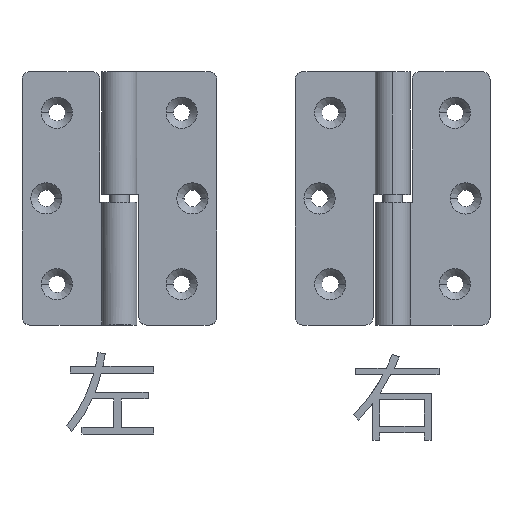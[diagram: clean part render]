
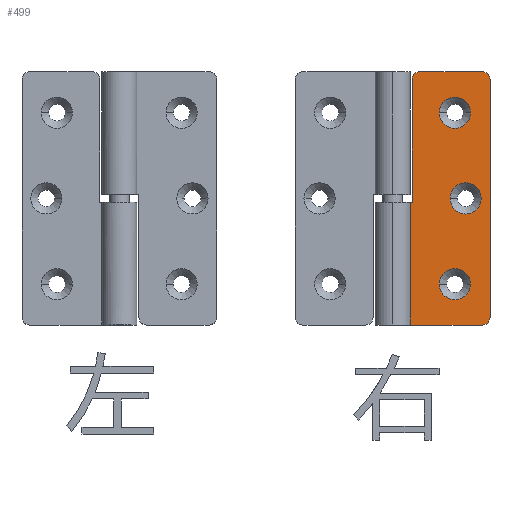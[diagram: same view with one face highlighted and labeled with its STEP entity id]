
A CAD part, top view. The second image highlights one B-rep face of the part: STEP entity #499.
In plain terms, the highlighted planar face has unit normal (0, 0, 1).
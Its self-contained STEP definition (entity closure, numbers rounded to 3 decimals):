
#96=TRIMMED_CURVE($,#240,(#4797),(#4798),.T.,.CARTESIAN.);
#98=TRIMMED_CURVE($,#242,(#4811),(#4812),.T.,.CARTESIAN.);
#100=TRIMMED_CURVE($,#244,(#4825),(#4826),.T.,.CARTESIAN.);
#102=TRIMMED_CURVE($,#246,(#4835),(#4836),.T.,.CARTESIAN.);
#105=TRIMMED_CURVE($,#249,(#4848),(#4849),.T.,.CARTESIAN.);
#106=TRIMMED_CURVE($,#250,(#4851),(#4852),.T.,.CARTESIAN.);
#108=TRIMMED_CURVE($,#252,(#4859),(#4860),.T.,.CARTESIAN.);
#110=TRIMMED_CURVE($,#254,(#4865),(#4866),.T.,.CARTESIAN.);
#112=TRIMMED_CURVE($,#256,(#4871),(#4872),.T.,.CARTESIAN.);
#240=CIRCLE('',#3126,4.);
#242=CIRCLE('',#3128,4.);
#244=CIRCLE('',#3130,4.);
#246=CIRCLE('',#3132,2.);
#249=CIRCLE('',#3135,2.);
#250=CIRCLE('',#3136,2.);
#252=CIRCLE('',#3138,4.);
#254=CIRCLE('',#3140,4.);
#256=CIRCLE('',#3142,4.);
#389=FACE_BOUND('',#841,.T.);
#390=FACE_BOUND('',#842,.T.);
#391=FACE_BOUND('',#843,.T.);
#499=ADVANCED_FACE('',(#664,#389,#390,#391),#2881,.T.);
#664=FACE_OUTER_BOUND('',#840,.T.);
#840=EDGE_LOOP('',(#1381,#1382,#1383,#1384,#1385,#1386,#1387,#1388,#1389));
#841=EDGE_LOOP('',(#1390,#1391));
#842=EDGE_LOOP('',(#1392,#1393));
#843=EDGE_LOOP('',(#1394,#1395));
#1381=ORIENTED_EDGE('',*,*,#2026,.F.);
#1382=ORIENTED_EDGE('',*,*,#2029,.F.);
#1383=ORIENTED_EDGE('',*,*,#2037,.T.);
#1384=ORIENTED_EDGE('',*,*,#2038,.T.);
#1385=ORIENTED_EDGE('',*,*,#2066,.T.);
#1386=ORIENTED_EDGE('',*,*,#2035,.F.);
#1387=ORIENTED_EDGE('',*,*,#2071,.T.);
#1388=ORIENTED_EDGE('',*,*,#2039,.T.);
#1389=ORIENTED_EDGE('',*,*,#2072,.T.);
#1390=ORIENTED_EDGE('',*,*,#2075,.T.);
#1391=ORIENTED_EDGE('',*,*,#2055,.T.);
#1392=ORIENTED_EDGE('',*,*,#2077,.T.);
#1393=ORIENTED_EDGE('',*,*,#2059,.T.);
#1394=ORIENTED_EDGE('',*,*,#2079,.T.);
#1395=ORIENTED_EDGE('',*,*,#2063,.T.);
#2026=EDGE_CURVE('',#2641,#2642,#2432,.T.);
#2029=EDGE_CURVE('',#2646,#2641,#2435,.T.);
#2035=EDGE_CURVE('',#2659,#2660,#2441,.T.);
#2037=EDGE_CURVE('',#2646,#2661,#2443,.T.);
#2038=EDGE_CURVE('',#2661,#2662,#2444,.T.);
#2039=EDGE_CURVE('',#2663,#2664,#2445,.T.);
#2055=EDGE_CURVE('',#2665,#2666,#96,.T.);
#2059=EDGE_CURVE('',#2667,#2668,#98,.T.);
#2063=EDGE_CURVE('',#2669,#2670,#100,.T.);
#2066=EDGE_CURVE('',#2662,#2660,#102,.T.);
#2071=EDGE_CURVE('',#2659,#2663,#105,.T.);
#2072=EDGE_CURVE('',#2664,#2642,#106,.T.);
#2075=EDGE_CURVE('',#2666,#2665,#108,.T.);
#2077=EDGE_CURVE('',#2668,#2667,#110,.T.);
#2079=EDGE_CURVE('',#2670,#2669,#112,.T.);
#2432=B_SPLINE_CURVE_WITH_KNOTS('',1,(#4728,#4729),.UNSPECIFIED.,.F.,.F.,
(2,2),(0.,31.5),.UNSPECIFIED.);
#2435=B_SPLINE_CURVE_WITH_KNOTS('',1,(#4734,#4735),.UNSPECIFIED.,.F.,.F.,
(2,2),(0.,5.),.UNSPECIFIED.);
#2441=B_SPLINE_CURVE_WITH_KNOTS('',1,(#4746,#4747),.UNSPECIFIED.,.F.,.F.,
(2,2),(0.,61.),.UNSPECIFIED.);
#2443=B_SPLINE_CURVE_WITH_KNOTS('',1,(#4750,#4751),.UNSPECIFIED.,.F.,.F.,
(2,2),(0.,31.5),.UNSPECIFIED.);
#2444=B_SPLINE_CURVE_WITH_KNOTS('',1,(#4752,#4753),.UNSPECIFIED.,.F.,.F.,
(2,2),(0.,23.),.UNSPECIFIED.);
#2445=B_SPLINE_CURVE_WITH_KNOTS('',1,(#4754,#4755),.UNSPECIFIED.,.F.,.F.,
(2,2),(0.,16.),.UNSPECIFIED.);
#2641=VERTEX_POINT('',#4688);
#2642=VERTEX_POINT('',#4689);
#2646=VERTEX_POINT('',#4693);
#2659=VERTEX_POINT('',#4706);
#2660=VERTEX_POINT('',#4707);
#2661=VERTEX_POINT('',#4708);
#2662=VERTEX_POINT('',#4709);
#2663=VERTEX_POINT('',#4710);
#2664=VERTEX_POINT('',#4711);
#2665=VERTEX_POINT('',#4712);
#2666=VERTEX_POINT('',#4713);
#2667=VERTEX_POINT('',#4714);
#2668=VERTEX_POINT('',#4715);
#2669=VERTEX_POINT('',#4716);
#2670=VERTEX_POINT('',#4717);
#2881=PLANE('',#3107);
#3107=AXIS2_PLACEMENT_3D('',#4555,#3408,$);
#3126=AXIS2_PLACEMENT_3D($,#4796,#3435,#3436);
#3128=AXIS2_PLACEMENT_3D($,#4810,#3439,#3440);
#3130=AXIS2_PLACEMENT_3D($,#4824,#3443,#3444);
#3132=AXIS2_PLACEMENT_3D($,#4834,#3447,#3448);
#3135=AXIS2_PLACEMENT_3D($,#4847,#3453,#3454);
#3136=AXIS2_PLACEMENT_3D($,#4850,#3455,#3456);
#3138=AXIS2_PLACEMENT_3D($,#4858,#3459,#3460);
#3140=AXIS2_PLACEMENT_3D($,#4864,#3463,#3464);
#3142=AXIS2_PLACEMENT_3D($,#4870,#3467,#3468);
#3408=DIRECTION('',(0.,0.,1.));
#3435=DIRECTION('',(0.,0.,-1.));
#3436=DIRECTION('',(1.,0.,0.));
#3439=DIRECTION('',(0.,0.,-1.));
#3440=DIRECTION('',(1.,0.,0.));
#3443=DIRECTION('',(0.,0.,-1.));
#3444=DIRECTION('',(1.,0.,0.));
#3447=DIRECTION('',(0.,0.,1.));
#3448=DIRECTION('',(0.,-1.,0.));
#3453=DIRECTION('',(0.,0.,1.));
#3454=DIRECTION('',(1.,0.,0.));
#3455=DIRECTION('',(0.,0.,1.));
#3456=DIRECTION('',(0.,1.,0.));
#3459=DIRECTION('',(0.,0.,-1.));
#3460=DIRECTION('',(-1.,0.,0.));
#3463=DIRECTION('',(0.,0.,-1.));
#3464=DIRECTION('',(-1.,0.,0.));
#3467=DIRECTION('',(0.,0.,-1.));
#3468=DIRECTION('',(-1.,0.,0.));
#4555=CARTESIAN_POINT('',(-2.33,-39.012,1.274));
#4688=CARTESIAN_POINT('',(5.182,-1.,1.274));
#4689=CARTESIAN_POINT('',(5.182,30.5,1.274));
#4693=CARTESIAN_POINT('',(0.182,-1.,1.274));
#4706=CARTESIAN_POINT('',(25.182,30.5,1.274));
#4707=CARTESIAN_POINT('',(25.182,-30.5,1.274));
#4708=CARTESIAN_POINT('',(0.182,-32.5,1.274));
#4709=CARTESIAN_POINT('',(23.182,-32.5,1.274));
#4710=CARTESIAN_POINT('',(23.182,32.5,1.274));
#4711=CARTESIAN_POINT('',(7.182,32.5,1.274));
#4712=CARTESIAN_POINT('',(20.182,22.,1.274));
#4713=CARTESIAN_POINT('',(12.182,22.,1.274));
#4714=CARTESIAN_POINT('',(22.932,0.,1.274));
#4715=CARTESIAN_POINT('',(14.932,0.,1.274));
#4716=CARTESIAN_POINT('',(20.182,-22.,1.274));
#4717=CARTESIAN_POINT('',(12.182,-22.,1.274));
#4728=CARTESIAN_POINT('',(5.182,-1.,1.274));
#4729=CARTESIAN_POINT('',(5.182,30.5,1.274));
#4734=CARTESIAN_POINT('',(0.182,-1.,1.274));
#4735=CARTESIAN_POINT('',(5.182,-1.,1.274));
#4746=CARTESIAN_POINT('',(25.182,30.5,1.274));
#4747=CARTESIAN_POINT('',(25.182,-30.5,1.274));
#4750=CARTESIAN_POINT('',(0.182,-1.,1.274));
#4751=CARTESIAN_POINT('',(0.182,-32.5,1.274));
#4752=CARTESIAN_POINT('',(0.182,-32.5,1.274));
#4753=CARTESIAN_POINT('',(23.182,-32.5,1.274));
#4754=CARTESIAN_POINT('',(23.182,32.5,1.274));
#4755=CARTESIAN_POINT('',(7.182,32.5,1.274));
#4796=CARTESIAN_POINT('',(16.182,22.,1.274));
#4797=CARTESIAN_POINT('',(20.182,22.,1.274));
#4798=CARTESIAN_POINT('',(12.182,22.,1.274));
#4810=CARTESIAN_POINT('',(18.932,0.,1.274));
#4811=CARTESIAN_POINT('',(22.932,0.,1.274));
#4812=CARTESIAN_POINT('',(14.932,0.,1.274));
#4824=CARTESIAN_POINT('',(16.182,-22.,1.274));
#4825=CARTESIAN_POINT('',(20.182,-22.,1.274));
#4826=CARTESIAN_POINT('',(12.182,-22.,1.274));
#4834=CARTESIAN_POINT('',(23.182,-30.5,1.274));
#4835=CARTESIAN_POINT('',(23.182,-32.5,1.274));
#4836=CARTESIAN_POINT('',(25.182,-30.5,1.274));
#4847=CARTESIAN_POINT('',(23.182,30.5,1.274));
#4848=CARTESIAN_POINT('',(25.182,30.5,1.274));
#4849=CARTESIAN_POINT('',(23.182,32.5,1.274));
#4850=CARTESIAN_POINT('',(7.182,30.5,1.274));
#4851=CARTESIAN_POINT('',(7.182,32.5,1.274));
#4852=CARTESIAN_POINT('',(5.182,30.5,1.274));
#4858=CARTESIAN_POINT('',(16.182,22.,1.274));
#4859=CARTESIAN_POINT('',(12.182,22.,1.274));
#4860=CARTESIAN_POINT('',(20.182,22.,1.274));
#4864=CARTESIAN_POINT('',(18.932,0.,1.274));
#4865=CARTESIAN_POINT('',(14.932,0.,1.274));
#4866=CARTESIAN_POINT('',(22.932,0.,1.274));
#4870=CARTESIAN_POINT('',(16.182,-22.,1.274));
#4871=CARTESIAN_POINT('',(12.182,-22.,1.274));
#4872=CARTESIAN_POINT('',(20.182,-22.,1.274));
